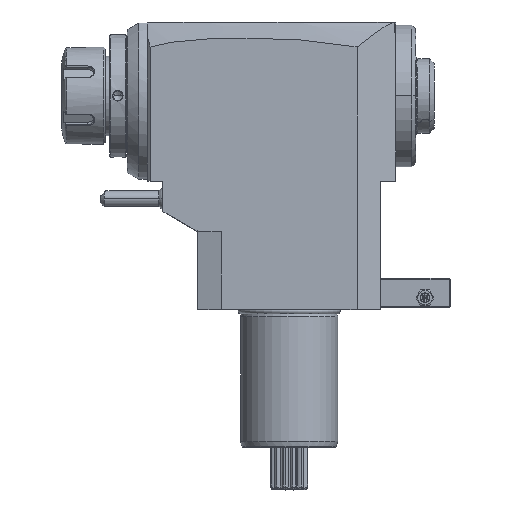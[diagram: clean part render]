
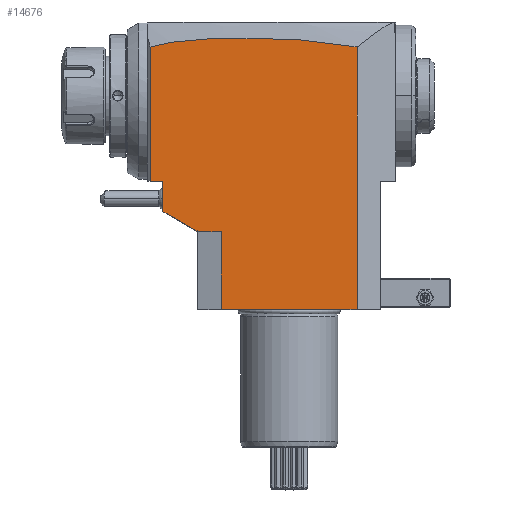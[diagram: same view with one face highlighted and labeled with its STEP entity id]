
A CAD part, top view. The second image highlights one B-rep face of the part: STEP entity #14676.
In plain terms, the highlighted planar face has unit normal (0, 0, 1).
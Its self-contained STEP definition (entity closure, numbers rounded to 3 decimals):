
#3197=DIRECTION('',(-1.,0.,0.));
#3198=VECTOR('',#3197,70.);
#3199=CARTESIAN_POINT('',(35.,0.,44.));
#3200=LINE('',#3199,#3198);
#3278=DIRECTION('',(1.,0.,0.));
#3279=VECTOR('',#3278,6.5);
#3280=CARTESIAN_POINT('',(-71.5,66.,44.));
#3281=LINE('',#3280,#3279);
#3286=DIRECTION('',(0.866,-0.5,0.));
#3287=VECTOR('',#3286,1.155);
#3288=CARTESIAN_POINT('',(-47.,40.577,44.));
#3289=LINE('',#3288,#3287);
#3290=DIRECTION('',(0.,1.,0.));
#3291=VECTOR('',#3290,0.577);
#3292=CARTESIAN_POINT('',(-47.,40.,44.));
#3293=LINE('',#3292,#3291);
#3294=DIRECTION('',(0.866,-0.5,0.));
#3295=VECTOR('',#3294,20.785);
#3296=CARTESIAN_POINT('',(-65.,50.392,44.));
#3297=LINE('',#3296,#3295);
#3298=DIRECTION('',(0.,-1.,0.));
#3299=VECTOR('',#3298,15.608);
#3300=CARTESIAN_POINT('',(-65.,66.,44.));
#3301=LINE('',#3300,#3299);
#3302=DIRECTION('',(0.,-1.,0.));
#3303=VECTOR('',#3302,69.054);
#3304=CARTESIAN_POINT('',(-71.5,135.054,44.));
#3305=LINE('',#3304,#3303);
#3306=CARTESIAN_POINT('',(35.,135.17,44.));
#3307=CARTESIAN_POINT('',(33.75,135.412,44.));
#3308=CARTESIAN_POINT('',(31.234,135.868,44.));
#3309=CARTESIAN_POINT('',(27.419,136.482,44.));
#3310=CARTESIAN_POINT('',(23.55,137.035,44.));
#3311=CARTESIAN_POINT('',(19.625,137.535,44.));
#3312=CARTESIAN_POINT('',(15.607,137.989,44.));
#3313=CARTESIAN_POINT('',(11.31,138.416,44.));
#3314=CARTESIAN_POINT('',(6.553,138.825,44.));
#3315=CARTESIAN_POINT('',(1.194,139.208,44.));
#3316=CARTESIAN_POINT('',(-4.441,139.526,44.));
#3317=CARTESIAN_POINT('',(-10.036,139.76,44.));
#3318=CARTESIAN_POINT('',(-15.582,139.913,44.));
#3319=CARTESIAN_POINT('',(-21.098,139.987,44.));
#3320=CARTESIAN_POINT('',(-26.541,139.98,44.));
#3321=CARTESIAN_POINT('',(-31.84,139.894,44.));
#3322=CARTESIAN_POINT('',(-36.798,139.737,44.));
#3323=CARTESIAN_POINT('',(-41.299,139.523,44.));
#3324=CARTESIAN_POINT('',(-45.254,139.274,44.));
#3325=CARTESIAN_POINT('',(-48.717,139.004,44.));
#3326=CARTESIAN_POINT('',(-51.777,138.72,44.));
#3327=CARTESIAN_POINT('',(-54.488,138.427,44.));
#3328=CARTESIAN_POINT('',(-56.905,138.128,44.));
#3329=CARTESIAN_POINT('',(-59.062,137.828,44.));
#3330=CARTESIAN_POINT('',(-60.97,137.532,44.));
#3331=CARTESIAN_POINT('',(-62.64,137.246,44.));
#3332=CARTESIAN_POINT('',(-64.117,136.968,44.));
#3333=CARTESIAN_POINT('',(-65.464,136.693,44.));
#3334=CARTESIAN_POINT('',(-66.739,136.409,44.));
#3335=CARTESIAN_POINT('',(-68.004,136.1,44.));
#3336=CARTESIAN_POINT('',(-69.239,135.77,44.));
#3337=CARTESIAN_POINT('',(-70.419,135.419,44.));
#3338=CARTESIAN_POINT('',(-71.148,135.177,44.));
#3339=CARTESIAN_POINT('',(-71.5,135.054,44.));
#3341=DIRECTION('',(0.,-1.,0.));
#3342=VECTOR('',#3341,135.17);
#3343=CARTESIAN_POINT('',(35.,135.17,44.));
#3344=LINE('',#3343,#3342);
#3385=DIRECTION('',(0.,-1.,0.));
#3386=VECTOR('',#3385,40.);
#3387=CARTESIAN_POINT('',(-35.,40.,44.));
#3388=LINE('',#3387,#3386);
#3401=DIRECTION('',(1.,0.,0.));
#3402=VECTOR('',#3401,11.);
#3403=CARTESIAN_POINT('',(-46.,40.,44.));
#3404=LINE('',#3403,#3402);
#11010=CARTESIAN_POINT('',(-71.5,66.,44.));
#11011=VERTEX_POINT('',#11010);
#11012=VERTEX_POINT('',#3306);
#11013=VERTEX_POINT('',#3339);
#11032=CARTESIAN_POINT('',(-46.,40.,44.));
#11033=CARTESIAN_POINT('',(-35.,40.,44.));
#11034=VERTEX_POINT('',#11032);
#11035=VERTEX_POINT('',#11033);
#11367=CARTESIAN_POINT('',(35.,0.,44.));
#11368=CARTESIAN_POINT('',(-35.,0.,44.));
#11369=VERTEX_POINT('',#11367);
#11370=VERTEX_POINT('',#11368);
#11395=CARTESIAN_POINT('',(-65.,50.392,44.));
#11396=CARTESIAN_POINT('',(-47.,40.,44.));
#11397=VERTEX_POINT('',#11395);
#11398=VERTEX_POINT('',#11396);
#11547=CARTESIAN_POINT('',(-47.,40.577,44.));
#11549=VERTEX_POINT('',#11547);
#11611=CARTESIAN_POINT('',(-65.,66.,44.));
#11612=VERTEX_POINT('',#11611);
#14650=CARTESIAN_POINT('',(-53.475,40.,44.));
#14651=DIRECTION('',(0.,0.,1.));
#14652=DIRECTION('',(1.,0.,0.));
#14653=AXIS2_PLACEMENT_3D('',#14650,#14651,#14652);
#14654=PLANE('',#14653);
#14656=ORIENTED_EDGE('',*,*,#14655,.F.);
#14658=ORIENTED_EDGE('',*,*,#14657,.F.);
#14660=ORIENTED_EDGE('',*,*,#14659,.F.);
#14661=ORIENTED_EDGE('',*,*,#14630,.F.);
#14662=ORIENTED_EDGE('',*,*,#14619,.F.);
#14664=ORIENTED_EDGE('',*,*,#14663,.F.);
#14666=ORIENTED_EDGE('',*,*,#14665,.F.);
#14668=ORIENTED_EDGE('',*,*,#14667,.T.);
#14669=ORIENTED_EDGE('',*,*,#14558,.T.);
#14671=ORIENTED_EDGE('',*,*,#14670,.F.);
#14673=ORIENTED_EDGE('',*,*,#14672,.F.);
#14674=EDGE_LOOP('',(#14656,#14658,#14660,#14661,#14662,#14664,#14666,#14668,
#14669,#14671,#14673));
#14675=FACE_OUTER_BOUND('',#14674,.F.);
#3340=B_SPLINE_CURVE_WITH_KNOTS('',3,(#3306,#3307,#3308,#3309,#3310,#3311,#3312,
#3313,#3314,#3315,#3316,#3317,#3318,#3319,#3320,#3321,#3322,#3323,#3324,#3325,
#3326,#3327,#3328,#3329,#3330,#3331,#3332,#3333,#3334,#3335,#3336,#3337,#3338,
#3339),.UNSPECIFIED.,.F.,.F.,(4,1,1,1,1,1,1,1,1,1,1,1,1,1,1,1,1,1,1,1,1,1,1,1,1,
1,1,1,1,1,1,4),(0.,0.032,0.065,0.097,
0.129,0.161,0.194,0.226,
0.258,0.29,0.323,0.355,
0.387,0.419,0.452,0.484,
0.516,0.548,0.581,0.613,
0.645,0.677,0.71,0.742,
0.774,0.806,0.839,0.871,
0.903,0.935,0.968,1.),.UNSPECIFIED.);
#14558=EDGE_CURVE('',#11369,#11370,#3200,.T.);
#14619=EDGE_CURVE('',#11011,#11612,#3281,.T.);
#14630=EDGE_CURVE('',#11612,#11397,#3301,.T.);
#14655=EDGE_CURVE('',#11549,#11034,#3289,.T.);
#14657=EDGE_CURVE('',#11398,#11549,#3293,.T.);
#14659=EDGE_CURVE('',#11397,#11398,#3297,.T.);
#14663=EDGE_CURVE('',#11013,#11011,#3305,.T.);
#14665=EDGE_CURVE('',#11012,#11013,#3340,.T.);
#14667=EDGE_CURVE('',#11012,#11369,#3344,.T.);
#14670=EDGE_CURVE('',#11035,#11370,#3388,.T.);
#14672=EDGE_CURVE('',#11034,#11035,#3404,.T.);
#14676=ADVANCED_FACE('',(#14675),#14654,.T.);
